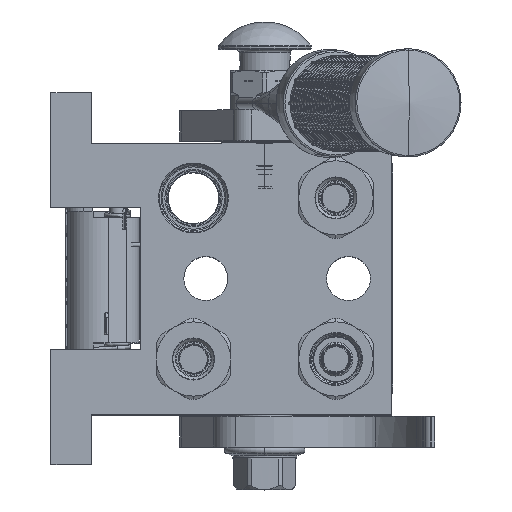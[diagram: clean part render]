
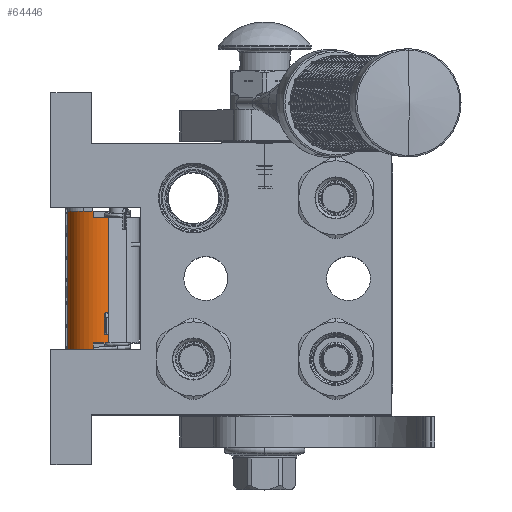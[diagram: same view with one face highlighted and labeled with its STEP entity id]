
A CAD part, top view. The second image highlights one B-rep face of the part: STEP entity #64446.
In plain terms, the highlighted cylindrical face has radius 9.5 mm (diameter 19 mm), a partial arc.
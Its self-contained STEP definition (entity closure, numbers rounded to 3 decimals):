
#527 = ORIENTED_EDGE ( 'NONE', *, *, #124152, .T. ) ;
#4312 = ORIENTED_EDGE ( 'NONE', *, *, #158065, .T. ) ;
#5869 = EDGE_CURVE ( 'NONE', #129687, #103341, #24102, .T. ) ;
#7349 = AXIS2_PLACEMENT_3D ( 'NONE', #35333, #19200, #180865 ) ;
#12897 = DIRECTION ( 'NONE',  ( 0., -0.385, -0.923 ) ) ;
#13917 = CARTESIAN_POINT ( 'NONE',  ( -20.25, 0., -56.881 ) ) ;
#13954 = CARTESIAN_POINT ( 'NONE',  ( -22.25, 8., -47.5 ) ) ;
#19200 = DIRECTION ( 'NONE',  ( -1., 0., 0. ) ) ;
#23149 = DIRECTION ( 'NONE',  ( 1., 0., 0. ) ) ;
#24102 = LINE ( 'NONE', #61399, #74488 ) ;
#29483 = LINE ( 'NONE', #41439, #205646 ) ;
#29610 = CYLINDRICAL_SURFACE ( 'NONE', #7349, 9.5 ) ;
#35333 = CARTESIAN_POINT ( 'NONE',  ( -22.25, -1.5, -47.5 ) ) ;
#39078 = DIRECTION ( 'NONE',  ( 0., -0.385, -0.923 ) ) ;
#41177 = ORIENTED_EDGE ( 'NONE', *, *, #101933, .T. ) ;
#41439 = CARTESIAN_POINT ( 'NONE',  ( 20.25, 0., -56.881 ) ) ;
#41568 = ORIENTED_EDGE ( 'NONE', *, *, #78230, .F. ) ;
#46064 = CIRCLE ( 'NONE', #125590, 9.5 ) ;
#47046 = DIRECTION ( 'NONE',  ( 1., 0., 0. ) ) ;
#56632 = LINE ( 'NONE', #160174, #197466 ) ;
#61399 = CARTESIAN_POINT ( 'NONE',  ( -22.25, 0., -56.881 ) ) ;
#64446 = ADVANCED_FACE ( 'NONE', ( #77373 ), #29610, .T. ) ;
#65364 = CARTESIAN_POINT ( 'NONE',  ( 20.25, 0., -56.881 ) ) ;
#72857 = CARTESIAN_POINT ( 'NONE',  ( -22.25, 8., -47.5 ) ) ;
#73508 = DIRECTION ( 'NONE',  ( 1., 0., 0. ) ) ;
#74488 = VECTOR ( 'NONE', #187986, 1000. ) ;
#77373 = FACE_OUTER_BOUND ( 'NONE', #92386, .T. ) ;
#78230 = EDGE_CURVE ( 'NONE', #185377, #131009, #153034, .T. ) ;
#79811 = CIRCLE ( 'NONE', #164991, 9.5 ) ;
#82461 = ORIENTED_EDGE ( 'NONE', *, *, #168575, .F. ) ;
#87823 = LINE ( 'NONE', #72857, #92827 ) ;
#92386 = EDGE_LOOP ( 'NONE', ( #113616, #527, #99437, #41177, #4312, #41568, #152355, #82461 ) ) ;
#92827 = VECTOR ( 'NONE', #153660, 1000. ) ;
#97587 = DIRECTION ( 'NONE',  ( 0., 0.158, -0.987 ) ) ;
#99437 = ORIENTED_EDGE ( 'NONE', *, *, #5869, .F. ) ;
#101933 = EDGE_CURVE ( 'NONE', #129687, #109453, #79811, .T. ) ;
#103231 = CARTESIAN_POINT ( 'NONE',  ( -22.25, -1.5, -47.5 ) ) ;
#103341 = VERTEX_POINT ( 'NONE', #13917 ) ;
#105632 = CIRCLE ( 'NONE', #142423, 9.5 ) ;
#109453 = VERTEX_POINT ( 'NONE', #13954 ) ;
#113616 = ORIENTED_EDGE ( 'NONE', *, *, #181918, .F. ) ;
#113897 = AXIS2_PLACEMENT_3D ( 'NONE', #178483, #193271, #97587 ) ;
#124152 = EDGE_CURVE ( 'NONE', #186456, #103341, #105632, .T. ) ;
#124531 = CARTESIAN_POINT ( 'NONE',  ( -20.25, -5.154, -56.269 ) ) ;
#125590 = AXIS2_PLACEMENT_3D ( 'NONE', #187961, #140070, #12897 ) ;
#129687 = VERTEX_POINT ( 'NONE', #131804 ) ;
#131009 = VERTEX_POINT ( 'NONE', #192696 ) ;
#131804 = CARTESIAN_POINT ( 'NONE',  ( -22.25, 0., -56.881 ) ) ;
#135517 = DIRECTION ( 'NONE',  ( 0., 0.158, -0.987 ) ) ;
#140070 = DIRECTION ( 'NONE',  ( 1., 0., 0. ) ) ;
#142423 = AXIS2_PLACEMENT_3D ( 'NONE', #200085, #73508, #39078 ) ;
#152355 = ORIENTED_EDGE ( 'NONE', *, *, #193024, .F. ) ;
#153034 = CIRCLE ( 'NONE', #113897, 9.5 ) ;
#153660 = DIRECTION ( 'NONE',  ( 1., 0., 0. ) ) ;
#158065 = EDGE_CURVE ( 'NONE', #109453, #131009, #87823, .T. ) ;
#160174 = CARTESIAN_POINT ( 'NONE',  ( -20.25, -5.154, -56.269 ) ) ;
#160424 = VERTEX_POINT ( 'NONE', #180591 ) ;
#164991 = AXIS2_PLACEMENT_3D ( 'NONE', #103231, #23149, #135517 ) ;
#168575 = EDGE_CURVE ( 'NONE', #160424, #174555, #46064, .T. ) ;
#174555 = VERTEX_POINT ( 'NONE', #65364 ) ;
#178483 = CARTESIAN_POINT ( 'NONE',  ( 22.25, -1.5, -47.5 ) ) ;
#180591 = CARTESIAN_POINT ( 'NONE',  ( 20.25, -5.154, -56.269 ) ) ;
#180865 = DIRECTION ( 'NONE',  ( 0., -1., 0. ) ) ;
#181918 = EDGE_CURVE ( 'NONE', #186456, #160424, #56632, .T. ) ;
#183448 = CARTESIAN_POINT ( 'NONE',  ( 22.25, 0., -56.881 ) ) ;
#185377 = VERTEX_POINT ( 'NONE', #183448 ) ;
#186456 = VERTEX_POINT ( 'NONE', #124531 ) ;
#187961 = CARTESIAN_POINT ( 'NONE',  ( 20.25, -1.5, -47.5 ) ) ;
#187986 = DIRECTION ( 'NONE',  ( 1., 0., 0. ) ) ;
#192696 = CARTESIAN_POINT ( 'NONE',  ( 22.25, 8., -47.5 ) ) ;
#193024 = EDGE_CURVE ( 'NONE', #174555, #185377, #29483, .T. ) ;
#193271 = DIRECTION ( 'NONE',  ( 1., 0., 0. ) ) ;
#197466 = VECTOR ( 'NONE', #47046, 1000. ) ;
#200085 = CARTESIAN_POINT ( 'NONE',  ( -20.25, -1.5, -47.5 ) ) ;
#203881 = DIRECTION ( 'NONE',  ( 1., 0., 0. ) ) ;
#205646 = VECTOR ( 'NONE', #203881, 1000. ) ;
